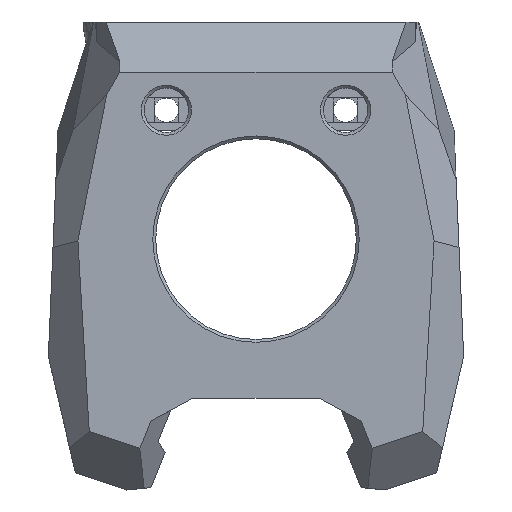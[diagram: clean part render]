
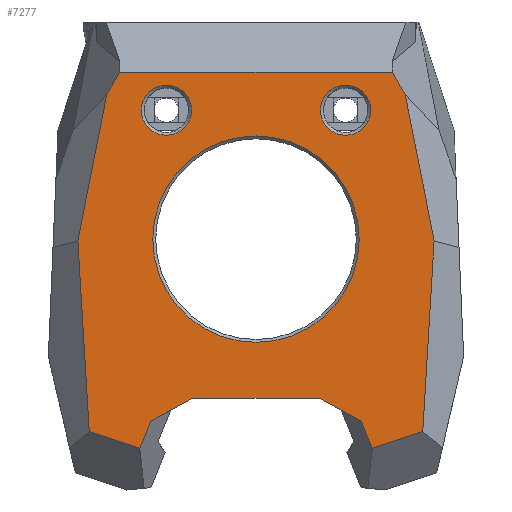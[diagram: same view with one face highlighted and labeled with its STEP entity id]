
A CAD part, left-side view. The second image highlights one B-rep face of the part: STEP entity #7277.
In plain terms, the highlighted planar face has unit normal (-1, 0, 0).
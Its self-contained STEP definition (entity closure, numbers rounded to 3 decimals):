
#291=FACE_BOUND('',#1361,.T.);
#292=FACE_BOUND('',#1362,.T.);
#293=FACE_BOUND('',#1363,.T.);
#509=PLANE('',#7814);
#956=FACE_OUTER_BOUND('',#1360,.T.);
#1360=EDGE_LOOP('',(#6746,#6747,#6748,#6749,#6750,#6751,#6752,#6753,#6754,
#6755,#6756,#6757,#6758,#6759));
#1361=EDGE_LOOP('',(#6760));
#1362=EDGE_LOOP('',(#6761));
#1363=EDGE_LOOP('',(#6762));
#1522=LINE('',#10386,#2237);
#1528=LINE('',#10397,#2243);
#1977=LINE('',#19720,#2692);
#1979=LINE('',#19724,#2694);
#1982=LINE('',#19729,#2697);
#1984=LINE('',#19733,#2699);
#1989=LINE('',#19742,#2704);
#1990=LINE('',#19745,#2705);
#1993=LINE('',#19751,#2708);
#1997=LINE('',#19758,#2712);
#1999=LINE('',#19762,#2714);
#2001=LINE('',#19766,#2716);
#2006=LINE('',#19776,#2721);
#2091=LINE('',#19983,#2806);
#2237=VECTOR('',#8119,10.);
#2243=VECTOR('',#8129,1000.);
#2692=VECTOR('',#9272,1000.);
#2694=VECTOR('',#9276,1000.);
#2697=VECTOR('',#9281,1000.);
#2699=VECTOR('',#9285,1000.);
#2704=VECTOR('',#9292,1000.);
#2705=VECTOR('',#9295,1000.);
#2708=VECTOR('',#9300,1000.);
#2712=VECTOR('',#9306,1000.);
#2714=VECTOR('',#9310,1000.);
#2716=VECTOR('',#9314,1000.);
#2721=VECTOR('',#9321,1000.);
#2806=VECTOR('',#9544,1000.);
#2967=CIRCLE('',#7730,3.5);
#2968=CIRCLE('',#7732,3.5);
#2969=CIRCLE('',#7734,14.4);
#3134=VERTEX_POINT('',#10383);
#3135=VERTEX_POINT('',#10385);
#3138=VERTEX_POINT('',#10396);
#3599=VERTEX_POINT('',#19703);
#3600=VERTEX_POINT('',#19707);
#3601=VERTEX_POINT('',#19711);
#3604=VERTEX_POINT('',#19719);
#3605=VERTEX_POINT('',#19723);
#3606=VERTEX_POINT('',#19728);
#3607=VERTEX_POINT('',#19732);
#3610=VERTEX_POINT('',#19739);
#3611=VERTEX_POINT('',#19744);
#3613=VERTEX_POINT('',#19750);
#3615=VERTEX_POINT('',#19757);
#3616=VERTEX_POINT('',#19761);
#3617=VERTEX_POINT('',#19765);
#3621=VERTEX_POINT('',#19775);
#3854=EDGE_CURVE('',#3134,#3135,#1522,.T.);
#3860=EDGE_CURVE('',#3138,#3135,#1528,.T.);
#4587=EDGE_CURVE('',#3599,#3599,#2967,.T.);
#4589=EDGE_CURVE('',#3600,#3600,#2968,.T.);
#4591=EDGE_CURVE('',#3601,#3601,#2969,.T.);
#4594=EDGE_CURVE('',#3604,#3138,#1977,.T.);
#4596=EDGE_CURVE('',#3604,#3605,#1979,.T.);
#4599=EDGE_CURVE('',#3606,#3605,#1982,.T.);
#4601=EDGE_CURVE('',#3607,#3606,#1984,.T.);
#4606=EDGE_CURVE('',#3610,#3607,#1989,.T.);
#4607=EDGE_CURVE('',#3610,#3611,#1990,.T.);
#4610=EDGE_CURVE('',#3613,#3611,#1993,.T.);
#4614=EDGE_CURVE('',#3615,#3613,#1997,.T.);
#4616=EDGE_CURVE('',#3616,#3615,#1999,.T.);
#4618=EDGE_CURVE('',#3616,#3617,#2001,.T.);
#4623=EDGE_CURVE('',#3617,#3621,#2006,.T.);
#4731=EDGE_CURVE('',#3621,#3134,#2091,.T.);
#6746=ORIENTED_EDGE('',*,*,#3854,.F.);
#6747=ORIENTED_EDGE('',*,*,#4731,.F.);
#6748=ORIENTED_EDGE('',*,*,#4623,.F.);
#6749=ORIENTED_EDGE('',*,*,#4618,.F.);
#6750=ORIENTED_EDGE('',*,*,#4616,.T.);
#6751=ORIENTED_EDGE('',*,*,#4614,.T.);
#6752=ORIENTED_EDGE('',*,*,#4610,.T.);
#6753=ORIENTED_EDGE('',*,*,#4607,.F.);
#6754=ORIENTED_EDGE('',*,*,#4606,.T.);
#6755=ORIENTED_EDGE('',*,*,#4601,.T.);
#6756=ORIENTED_EDGE('',*,*,#4599,.T.);
#6757=ORIENTED_EDGE('',*,*,#4596,.F.);
#6758=ORIENTED_EDGE('',*,*,#4594,.T.);
#6759=ORIENTED_EDGE('',*,*,#3860,.T.);
#6760=ORIENTED_EDGE('',*,*,#4591,.T.);
#6761=ORIENTED_EDGE('',*,*,#4589,.T.);
#6762=ORIENTED_EDGE('',*,*,#4587,.T.);
#7277=ADVANCED_FACE('',(#956,#291,#292,#293),#509,.T.);
#7730=AXIS2_PLACEMENT_3D('',#19705,#9256,#9257);
#7732=AXIS2_PLACEMENT_3D('',#19709,#9261,#9262);
#7734=AXIS2_PLACEMENT_3D('',#19713,#9266,#9267);
#7814=AXIS2_PLACEMENT_3D('',#19982,#9542,#9543);
#8119=DIRECTION('',(0.,-1.,0.));
#8129=DIRECTION('',(0.,0.5,0.866));
#9256=DIRECTION('center_axis',(1.,0.,0.));
#9257=DIRECTION('ref_axis',(0.,0.,
1.));
#9261=DIRECTION('center_axis',(1.,0.,0.));
#9262=DIRECTION('ref_axis',(0.,0.,
1.));
#9266=DIRECTION('center_axis',(1.,0.,0.));
#9267=DIRECTION('ref_axis',(0.,0.,
1.));
#9272=DIRECTION('',(0.,0.193,0.981));
#9276=DIRECTION('',(0.,0.06,-0.998));
#9281=DIRECTION('',(0.,-0.949,0.317));
#9285=DIRECTION('',(0.,-0.375,-0.927));
#9292=DIRECTION('',(0.,-0.879,-0.477));
#9295=DIRECTION('',(0.,1.,0.));
#9300=DIRECTION('',(0.,-0.879,0.477));
#9306=DIRECTION('',(0.,-0.375,0.927));
#9310=DIRECTION('',(0.,-0.949,-0.317));
#9314=DIRECTION('',(0.,0.06,0.998));
#9321=DIRECTION('',(0.,-0.193,0.981));
#9542=DIRECTION('center_axis',(-1.,0.,0.));
#9543=DIRECTION('ref_axis',(0.,0.,1.));
#9544=DIRECTION('',(0.,-0.5,0.866));
#10383=CARTESIAN_POINT('',(-20.34,19.036,37.3));
#10385=CARTESIAN_POINT('',(-20.34,-19.036,37.3));
#10386=CARTESIAN_POINT('',(-20.34,0.,37.3));
#10396=CARTESIAN_POINT('',(-20.34,-20.821,34.208));
#10397=CARTESIAN_POINT('',(-20.34,-15.667,43.135));
#19703=CARTESIAN_POINT('',(-20.34,12.5,28.5));
#19705=CARTESIAN_POINT('Origin',(-20.34,12.5,32.));
#19707=CARTESIAN_POINT('',(-20.34,-12.5,28.5));
#19709=CARTESIAN_POINT('Origin',(-20.34,-12.5,32.));
#19711=CARTESIAN_POINT('',(-20.34,14.4,14.));
#19713=CARTESIAN_POINT('Origin',(-20.34,0.,
14.));
#19719=CARTESIAN_POINT('',(-20.34,-24.852,13.748));
#19720=CARTESIAN_POINT('',(-20.34,-20.066,38.043));
#19723=CARTESIAN_POINT('',(-20.34,-23.266,-12.829));
#19724=CARTESIAN_POINT('',(-20.34,-24.369,5.654));
#19728=CARTESIAN_POINT('',(-20.34,-16.219,-15.181));
#19729=CARTESIAN_POINT('',(-20.34,-16.426,-15.113));
#19732=CARTESIAN_POINT('',(-20.34,-14.69,-11.406));
#19733=CARTESIAN_POINT('',(-20.34,3.212,32.789));
#19739=CARTESIAN_POINT('',(-20.34,-8.793,-8.206));
#19742=CARTESIAN_POINT('',(-20.34,15.73,5.1));
#19744=CARTESIAN_POINT('',(-20.34,8.793,-8.206));
#19745=CARTESIAN_POINT('',(-20.34,-12.62,-8.206));
#19750=CARTESIAN_POINT('',(-20.34,14.69,-11.406));
#19751=CARTESIAN_POINT('',(-20.34,-15.73,5.1));
#19757=CARTESIAN_POINT('',(-20.34,16.219,-15.181));
#19758=CARTESIAN_POINT('',(-20.34,-3.212,32.789));
#19761=CARTESIAN_POINT('',(-20.34,23.266,-12.829));
#19762=CARTESIAN_POINT('',(-20.34,16.426,-15.113));
#19765=CARTESIAN_POINT('',(-20.34,24.852,13.748));
#19766=CARTESIAN_POINT('',(-20.34,24.369,5.654));
#19775=CARTESIAN_POINT('',(-20.34,20.821,34.208));
#19776=CARTESIAN_POINT('',(-20.34,25.516,10.377));
#19982=CARTESIAN_POINT('Origin',(-20.34,0.,
34.09));
#19983=CARTESIAN_POINT('',(-20.34,15.667,43.135));
